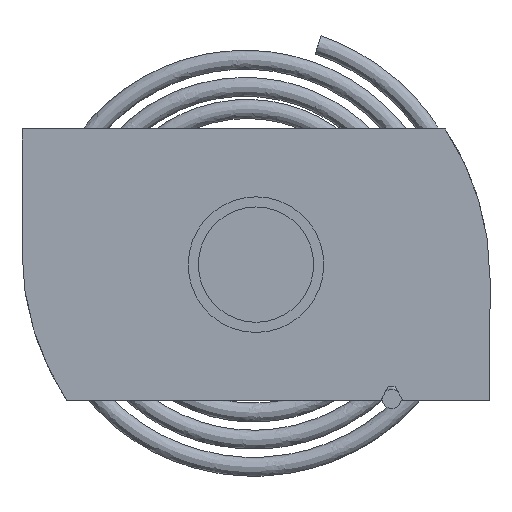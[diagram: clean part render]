
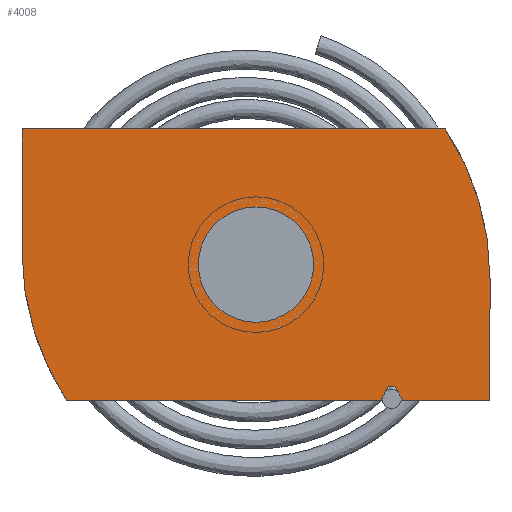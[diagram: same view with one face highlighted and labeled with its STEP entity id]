
A CAD part, front view. The second image highlights one B-rep face of the part: STEP entity #4008.
In plain terms, the highlighted planar face has unit normal (0, -1, 0).
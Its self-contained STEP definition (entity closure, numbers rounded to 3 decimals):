
#139 = DIRECTION ( 'NONE',  ( 0., 0., -1. ) ) ;
#170 = CARTESIAN_POINT ( 'NONE',  ( -13.953, 0., -10. ) ) ;
#187 = LINE ( 'NONE', #3010, #4163 ) ;
#230 = EDGE_CURVE ( 'NONE', #4286, #1749, #589, .T. ) ;
#232 = CARTESIAN_POINT ( 'NONE',  ( 0., 0., 4.25 ) ) ;
#252 = CARTESIAN_POINT ( 'NONE',  ( -13.953, 0., -10. ) ) ;
#276 = ORIENTED_EDGE ( 'NONE', *, *, #1977, .T. ) ;
#365 = ORIENTED_EDGE ( 'NONE', *, *, #3134, .F. ) ;
#428 = DIRECTION ( 'NONE',  ( 0.5, 0., -0.866 ) ) ;
#488 = DIRECTION ( 'NONE',  ( 0., 0., 1. ) ) ;
#555 = VERTEX_POINT ( 'NONE', #1140 ) ;
#586 = AXIS2_PLACEMENT_3D ( 'NONE', #6273, #3245, #139 ) ;
#589 = CIRCLE ( 'NONE', #5019, 4.25 ) ;
#667 = EDGE_CURVE ( 'NONE', #2878, #2320, #2872, .T. ) ;
#679 = ORIENTED_EDGE ( 'NONE', *, *, #230, .T. ) ;
#815 = CARTESIAN_POINT ( 'NONE',  ( 10.25, 0., -9. ) ) ;
#855 = CARTESIAN_POINT ( 'NONE',  ( -13.953, 0., -10. ) ) ;
#912 = CARTESIAN_POINT ( 'NONE',  ( 9.75, 0., -9. ) ) ;
#929 = ORIENTED_EDGE ( 'NONE', *, *, #2062, .F. ) ;
#936 = CARTESIAN_POINT ( 'NONE',  ( 9.75, 0., -9. ) ) ;
#1081 = VERTEX_POINT ( 'NONE', #5592 ) ;
#1109 = AXIS2_PLACEMENT_3D ( 'NONE', #4717, #1119, #4220 ) ;
#1119 = DIRECTION ( 'NONE',  ( 0., 1., 0. ) ) ;
#1140 = CARTESIAN_POINT ( 'NONE',  ( 10.25, 0., -9. ) ) ;
#1155 = FACE_BOUND ( 'NONE', #2632, .T. ) ;
#1217 = DIRECTION ( 'NONE',  ( -1., 0., 0. ) ) ;
#1233 = CIRCLE ( 'NONE', #4664, 4.25 ) ;
#1278 = CARTESIAN_POINT ( 'NONE',  ( -17.25, 0., 10. ) ) ;
#1316 = LINE ( 'NONE', #2040, #3918 ) ;
#1350 = DIRECTION ( 'NONE',  ( 0., 1., 0. ) ) ;
#1405 = VECTOR ( 'NONE', #1217, 1000. ) ;
#1692 = ORIENTED_EDGE ( 'NONE', *, *, #6608, .T. ) ;
#1733 = LINE ( 'NONE', #912, #4318 ) ;
#1736 = PLANE ( 'NONE',  #2341 ) ;
#1747 = ORIENTED_EDGE ( 'NONE', *, *, #4272, .F. ) ;
#1749 = VERTEX_POINT ( 'NONE', #6239 ) ;
#1808 = VECTOR ( 'NONE', #3073, 1000. ) ;
#1894 = VECTOR ( 'NONE', #3368, 1000. ) ;
#1977 = EDGE_CURVE ( 'NONE', #6540, #555, #5530, .T. ) ;
#2040 = CARTESIAN_POINT ( 'NONE',  ( -17.25, 0., 10. ) ) ;
#2047 = LINE ( 'NONE', #4875, #1894 ) ;
#2062 = EDGE_CURVE ( 'NONE', #4201, #2878, #5232, .T. ) ;
#2063 = EDGE_CURVE ( 'NONE', #4587, #4201, #1316, .T. ) ;
#2132 = LINE ( 'NONE', #170, #1405 ) ;
#2263 = DIRECTION ( 'NONE',  ( 0., 1., 0. ) ) ;
#2264 = DIRECTION ( 'NONE',  ( 0., 0., -1. ) ) ;
#2320 = VERTEX_POINT ( 'NONE', #4704 ) ;
#2341 = AXIS2_PLACEMENT_3D ( 'NONE', #3799, #5299, #2264 ) ;
#2343 = ORIENTED_EDGE ( 'NONE', *, *, #4309, .F. ) ;
#2381 = FACE_OUTER_BOUND ( 'NONE', #4978, .T. ) ;
#2632 = EDGE_LOOP ( 'NONE', ( #679, #6186 ) ) ;
#2692 = VECTOR ( 'NONE', #5923, 1000. ) ;
#2765 = ORIENTED_EDGE ( 'NONE', *, *, #667, .F. ) ;
#2872 = CIRCLE ( 'NONE', #1109, 20. ) ;
#2878 = VERTEX_POINT ( 'NONE', #3168 ) ;
#2909 = CARTESIAN_POINT ( 'NONE',  ( 10.827, 0., -10. ) ) ;
#3010 = CARTESIAN_POINT ( 'NONE',  ( 10.827, 0., -10. ) ) ;
#3073 = DIRECTION ( 'NONE',  ( 1., 0., 0. ) ) ;
#3088 = VECTOR ( 'NONE', #4891, 1000. ) ;
#3134 = EDGE_CURVE ( 'NONE', #1081, #4942, #2132, .T. ) ;
#3168 = CARTESIAN_POINT ( 'NONE',  ( 13.953, 0., 10. ) ) ;
#3245 = DIRECTION ( 'NONE',  ( 0., 1., 0. ) ) ;
#3368 = DIRECTION ( 'NONE',  ( 0., 0., -1. ) ) ;
#3487 = VERTEX_POINT ( 'NONE', #4878 ) ;
#3661 = ORIENTED_EDGE ( 'NONE', *, *, #6495, .T. ) ;
#3799 = CARTESIAN_POINT ( 'NONE',  ( 2.75, 0., 1. ) ) ;
#3803 = EDGE_CURVE ( 'NONE', #4942, #4587, #5388, .T. ) ;
#3918 = VECTOR ( 'NONE', #488, 1000. ) ;
#4008 = ADVANCED_FACE ( 'NONE', ( #2381, #1155 ), #1736, .T. ) ;
#4023 = DIRECTION ( 'NONE',  ( 0.5, 0., 0.866 ) ) ;
#4156 = CARTESIAN_POINT ( 'NONE',  ( -17.25, 0., 1. ) ) ;
#4163 = VECTOR ( 'NONE', #428, 1000. ) ;
#4201 = VERTEX_POINT ( 'NONE', #1278 ) ;
#4220 = DIRECTION ( 'NONE',  ( 0., 0., -1. ) ) ;
#4272 = EDGE_CURVE ( 'NONE', #2320, #3487, #2047, .T. ) ;
#4286 = VERTEX_POINT ( 'NONE', #232 ) ;
#4309 = EDGE_CURVE ( 'NONE', #3487, #6068, #4463, .T. ) ;
#4318 = VECTOR ( 'NONE', #4023, 1000. ) ;
#4437 = CARTESIAN_POINT ( 'NONE',  ( 0., 0., 0. ) ) ;
#4463 = LINE ( 'NONE', #252, #3088 ) ;
#4587 = VERTEX_POINT ( 'NONE', #4156 ) ;
#4664 = AXIS2_PLACEMENT_3D ( 'NONE', #4437, #1350, #4937 ) ;
#4704 = CARTESIAN_POINT ( 'NONE',  ( 17.25, 0., -1. ) ) ;
#4717 = CARTESIAN_POINT ( 'NONE',  ( -2.75, 0., -1. ) ) ;
#4724 = EDGE_CURVE ( 'NONE', #1749, #4286, #1233, .T. ) ;
#4875 = CARTESIAN_POINT ( 'NONE',  ( 17.25, 0., -1. ) ) ;
#4878 = CARTESIAN_POINT ( 'NONE',  ( 17.25, 0., -10. ) ) ;
#4891 = DIRECTION ( 'NONE',  ( -1., 0., 0. ) ) ;
#4937 = DIRECTION ( 'NONE',  ( 0., 0., 1. ) ) ;
#4942 = VERTEX_POINT ( 'NONE', #855 ) ;
#4978 = EDGE_LOOP ( 'NONE', ( #1692, #2343, #1747, #2765, #929, #6113, #5337, #365, #3661, #276 ) ) ;
#5019 = AXIS2_PLACEMENT_3D ( 'NONE', #5795, #2263, #5298 ) ;
#5232 = LINE ( 'NONE', #6098, #1808 ) ;
#5298 = DIRECTION ( 'NONE',  ( 0., 0., 1. ) ) ;
#5299 = DIRECTION ( 'NONE',  ( 0., -1., 0. ) ) ;
#5337 = ORIENTED_EDGE ( 'NONE', *, *, #3803, .F. ) ;
#5388 = CIRCLE ( 'NONE', #586, 20. ) ;
#5530 = LINE ( 'NONE', #815, #2692 ) ;
#5592 = CARTESIAN_POINT ( 'NONE',  ( 9.173, 0., -10. ) ) ;
#5795 = CARTESIAN_POINT ( 'NONE',  ( 0., 0., 0. ) ) ;
#5923 = DIRECTION ( 'NONE',  ( 1., 0., 0. ) ) ;
#6068 = VERTEX_POINT ( 'NONE', #2909 ) ;
#6098 = CARTESIAN_POINT ( 'NONE',  ( -17.25, 0., 10. ) ) ;
#6113 = ORIENTED_EDGE ( 'NONE', *, *, #2063, .F. ) ;
#6186 = ORIENTED_EDGE ( 'NONE', *, *, #4724, .T. ) ;
#6239 = CARTESIAN_POINT ( 'NONE',  ( 0., 0., -4.25 ) ) ;
#6273 = CARTESIAN_POINT ( 'NONE',  ( 2.75, 0., 1. ) ) ;
#6495 = EDGE_CURVE ( 'NONE', #1081, #6540, #1733, .T. ) ;
#6540 = VERTEX_POINT ( 'NONE', #936 ) ;
#6608 = EDGE_CURVE ( 'NONE', #555, #6068, #187, .T. ) ;
